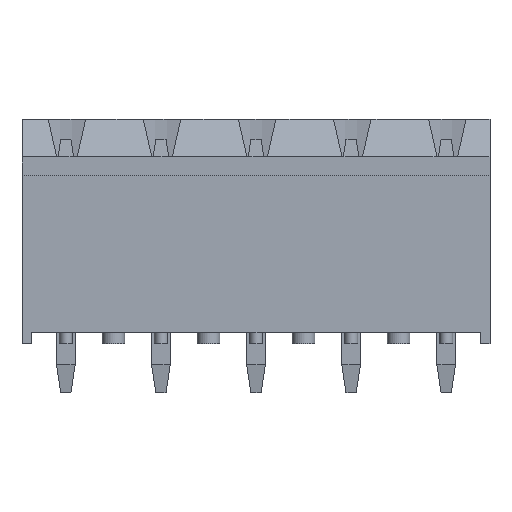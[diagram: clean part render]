
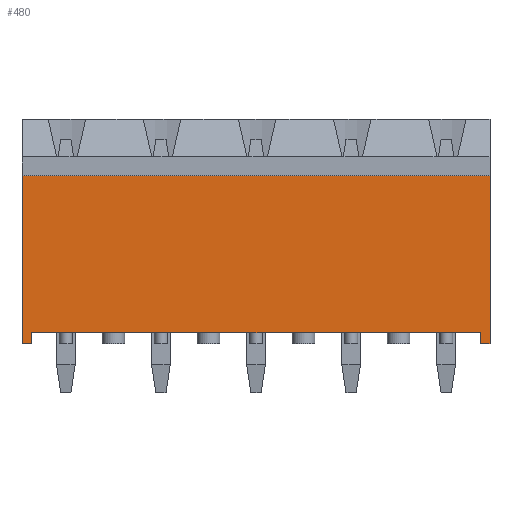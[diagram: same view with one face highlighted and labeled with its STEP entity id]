
A CAD part, front view. The second image highlights one B-rep face of the part: STEP entity #480.
In plain terms, the highlighted planar face has unit normal (0, -1, 0).
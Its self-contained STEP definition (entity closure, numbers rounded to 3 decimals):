
#480 = ADVANCED_FACE( '', ( #1060 ), #1061, .T. );
#1060 = FACE_OUTER_BOUND( '', #1768, .T. );
#1061 = PLANE( '', #1769 );
#1768 = EDGE_LOOP( '', ( #2898, #2899, #2900, #2901, #2902, #2903, #2904, #2905, #2906, #2907, #2908, #2909, #2910 ) );
#1769 = AXIS2_PLACEMENT_3D( '', #2911, #2912, #2913 );
#2898 = ORIENTED_EDGE( '', *, *, #4521, .F. );
#2899 = ORIENTED_EDGE( '', *, *, #4650, .F. );
#2900 = ORIENTED_EDGE( '', *, *, #4651, .F. );
#2901 = ORIENTED_EDGE( '', *, *, #4652, .T. );
#2902 = ORIENTED_EDGE( '', *, *, #4393, .T. );
#2903 = ORIENTED_EDGE( '', *, *, #4604, .T. );
#2904 = ORIENTED_EDGE( '', *, *, #4653, .F. );
#2905 = ORIENTED_EDGE( '', *, *, #4654, .T. );
#2906 = ORIENTED_EDGE( '', *, *, #4655, .F. );
#2907 = ORIENTED_EDGE( '', *, *, #4487, .F. );
#2908 = ORIENTED_EDGE( '', *, *, #4656, .F. );
#2909 = ORIENTED_EDGE( '', *, *, #4332, .F. );
#2910 = ORIENTED_EDGE( '', *, *, #4272, .F. );
#2911 = CARTESIAN_POINT( '', ( 0., 0.8, 0. ) );
#2912 = DIRECTION( '', ( 0., -1., 0. ) );
#2913 = DIRECTION( '', ( 0., 0., -1. ) );
#4272 = EDGE_CURVE( '', #5078, #5080, #5081, .T. );
#4332 = EDGE_CURVE( '', #5080, #5190, #5191, .T. );
#4393 = EDGE_CURVE( '', #5287, #5291, #5293, .T. );
#4487 = EDGE_CURVE( '', #5449, #5451, #5452, .T. );
#4521 = EDGE_CURVE( '', #5505, #5078, #5507, .T. );
#4604 = EDGE_CURVE( '', #5291, #5634, #5637, .T. );
#4650 = EDGE_CURVE( '', #5711, #5505, #5712, .T. );
#4651 = EDGE_CURVE( '', #5713, #5711, #5714, .T. );
#4652 = EDGE_CURVE( '', #5713, #5287, #5715, .T. );
#4653 = EDGE_CURVE( '', #5716, #5634, #5717, .T. );
#4654 = EDGE_CURVE( '', #5716, #5718, #5719, .T. );
#4655 = EDGE_CURVE( '', #5451, #5718, #5720, .T. );
#4656 = EDGE_CURVE( '', #5190, #5449, #5721, .T. );
#5078 = VERTEX_POINT( '', #6260 );
#5080 = VERTEX_POINT( '', #6262 );
#5081 = LINE( '', #6263, #6264 );
#5190 = VERTEX_POINT( '', #6422 );
#5191 = LINE( '', #6423, #6424 );
#5287 = VERTEX_POINT( '', #6561 );
#5291 = VERTEX_POINT( '', #6567 );
#5293 = LINE( '', #6570, #6571 );
#5449 = VERTEX_POINT( '', #6788 );
#5451 = VERTEX_POINT( '', #6790 );
#5452 = LINE( '', #6791, #6792 );
#5505 = VERTEX_POINT( '', #6865 );
#5507 = LINE( '', #6868, #6869 );
#5634 = VERTEX_POINT( '', #7043 );
#5637 = LINE( '', #7047, #7048 );
#5711 = VERTEX_POINT( '', #7157 );
#5712 = LINE( '', #7158, #7159 );
#5713 = VERTEX_POINT( '', #7160 );
#5714 = LINE( '', #7161, #7162 );
#5715 = LINE( '', #7163, #7164 );
#5716 = VERTEX_POINT( '', #7165 );
#5717 = LINE( '', #7166, #7167 );
#5718 = VERTEX_POINT( '', #7168 );
#5719 = LINE( '', #7169, #7170 );
#5720 = LINE( '', #7171, #7172 );
#5721 = LINE( '', #7173, #7174 );
#6260 = CARTESIAN_POINT( '', ( 24.26, 0.8, 0.6 ) );
#6262 = CARTESIAN_POINT( '', ( 19.18, 0.8, 0.6 ) );
#6263 = CARTESIAN_POINT( '', ( 27., 0.8, 0.6 ) );
#6264 = VECTOR( '', #7933, 1000. );
#6422 = CARTESIAN_POINT( '', ( 14.1, 0.8, 0.6 ) );
#6423 = CARTESIAN_POINT( '', ( 27., 0.8, 0.6 ) );
#6424 = VECTOR( '', #7995, 1000. );
#6561 = CARTESIAN_POINT( '', ( 26.6, 0.8, 9. ) );
#6567 = CARTESIAN_POINT( '', ( 1.6, 0.8, 9. ) );
#6570 = CARTESIAN_POINT( '', ( 28.2, 0.8, 9. ) );
#6571 = VECTOR( '', #8049, 1000. );
#6788 = CARTESIAN_POINT( '', ( 9.02, 0.8, 0.6 ) );
#6790 = CARTESIAN_POINT( '', ( 3.94, 0.8, 0.6 ) );
#6791 = CARTESIAN_POINT( '', ( 27., 0.8, 0.6 ) );
#6792 = VECTOR( '', #8147, 1000. );
#6865 = CARTESIAN_POINT( '', ( 26.1, 0.8, 0.6 ) );
#6868 = CARTESIAN_POINT( '', ( 27., 0.8, 0.6 ) );
#6869 = VECTOR( '', #8181, 1000. );
#7043 = CARTESIAN_POINT( '', ( 1.6, 0.8, 0. ) );
#7047 = CARTESIAN_POINT( '', ( 1.6, 0.8, 0. ) );
#7048 = VECTOR( '', #8266, 1000. );
#7157 = CARTESIAN_POINT( '', ( 26.1, 0.8, 0. ) );
#7158 = CARTESIAN_POINT( '', ( 26.1, 0.8, 0. ) );
#7159 = VECTOR( '', #8311, 1000. );
#7160 = CARTESIAN_POINT( '', ( 26.6, 0.8, 0. ) );
#7161 = CARTESIAN_POINT( '', ( 26.6, 0.8, 0. ) );
#7162 = VECTOR( '', #8312, 1000. );
#7163 = CARTESIAN_POINT( '', ( 26.6, 0.8, 0. ) );
#7164 = VECTOR( '', #8313, 1000. );
#7165 = CARTESIAN_POINT( '', ( 2.1, 0.8, 0. ) );
#7166 = CARTESIAN_POINT( '', ( 2.1, 0.8, 0. ) );
#7167 = VECTOR( '', #8314, 1000. );
#7168 = CARTESIAN_POINT( '', ( 2.1, 0.8, 0.6 ) );
#7169 = CARTESIAN_POINT( '', ( 2.1, 0.8, 0. ) );
#7170 = VECTOR( '', #8315, 1000. );
#7171 = CARTESIAN_POINT( '', ( 27., 0.8, 0.6 ) );
#7172 = VECTOR( '', #8316, 1000. );
#7173 = CARTESIAN_POINT( '', ( 27., 0.8, 0.6 ) );
#7174 = VECTOR( '', #8317, 1000. );
#7933 = DIRECTION( '', ( -1., 0., 0. ) );
#7995 = DIRECTION( '', ( -1., 0., 0. ) );
#8049 = DIRECTION( '', ( -1., 0., 0. ) );
#8147 = DIRECTION( '', ( -1., 0., 0. ) );
#8181 = DIRECTION( '', ( -1., 0., 0. ) );
#8266 = DIRECTION( '', ( 0., 0., -1. ) );
#8311 = DIRECTION( '', ( 0., 0., 1. ) );
#8312 = DIRECTION( '', ( -1., 0., 0. ) );
#8313 = DIRECTION( '', ( 0., 0., 1. ) );
#8314 = DIRECTION( '', ( -1., 0., 0. ) );
#8315 = DIRECTION( '', ( 0., 0., 1. ) );
#8316 = DIRECTION( '', ( -1., 0., 0. ) );
#8317 = DIRECTION( '', ( -1., 0., 0. ) );
